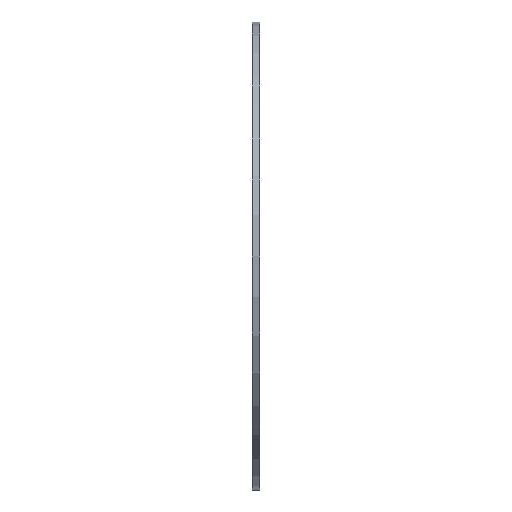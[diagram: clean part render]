
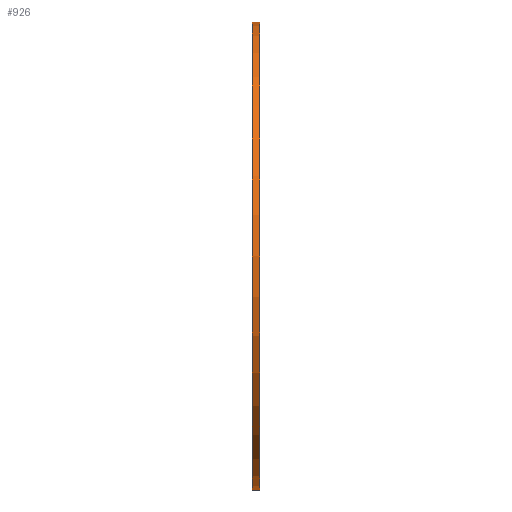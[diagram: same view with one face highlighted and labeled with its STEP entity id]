
A CAD part, left-side view. The second image highlights one B-rep face of the part: STEP entity #926.
In plain terms, the highlighted cylindrical face has radius 100 mm (diameter 200 mm), a full revolution.
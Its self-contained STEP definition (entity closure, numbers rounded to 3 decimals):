
#61=CIRCLE('',#985,100.);
#90=CIRCLE('',#1035,100.);
#115=CYLINDRICAL_SURFACE('',#1034,100.);
#159=FACE_OUTER_BOUND('',#217,.T.);
#217=EDGE_LOOP('',(#816,#817,#818,#819));
#310=LINE('',#1567,#389);
#389=VECTOR('',#1305,100.);
#440=VERTEX_POINT('',#1451);
#475=VERTEX_POINT('',#1565);
#545=EDGE_CURVE('',#440,#440,#61,.T.);
#603=EDGE_CURVE('',#475,#475,#90,.T.);
#604=EDGE_CURVE('',#475,#440,#310,.T.);
#816=ORIENTED_EDGE('',*,*,#603,.F.);
#817=ORIENTED_EDGE('',*,*,#604,.T.);
#818=ORIENTED_EDGE('',*,*,#545,.T.);
#819=ORIENTED_EDGE('',*,*,#604,.F.);
#926=ADVANCED_FACE('',(#159),#115,.T.);
#985=AXIS2_PLACEMENT_3D('',#1452,#1174,#1175);
#1034=AXIS2_PLACEMENT_3D('',#1564,#1301,#1302);
#1035=AXIS2_PLACEMENT_3D('',#1566,#1303,#1304);
#1174=DIRECTION('center_axis',(0.,1.,0.));
#1175=DIRECTION('ref_axis',(1.,0.,0.));
#1301=DIRECTION('center_axis',(0.,1.,0.));
#1302=DIRECTION('ref_axis',(1.,0.,0.));
#1303=DIRECTION('center_axis',(0.,1.,0.));
#1304=DIRECTION('ref_axis',(1.,0.,0.));
#1305=DIRECTION('',(0.,-1.,0.));
#1451=CARTESIAN_POINT('',(-100.,0.,0.));
#1452=CARTESIAN_POINT('Origin',(0.,0.,0.));
#1564=CARTESIAN_POINT('Origin',(0.,0.,0.));
#1565=CARTESIAN_POINT('',(-100.,3.,0.));
#1566=CARTESIAN_POINT('Origin',(0.,3.,0.));
#1567=CARTESIAN_POINT('',(-100.,0.,0.));
